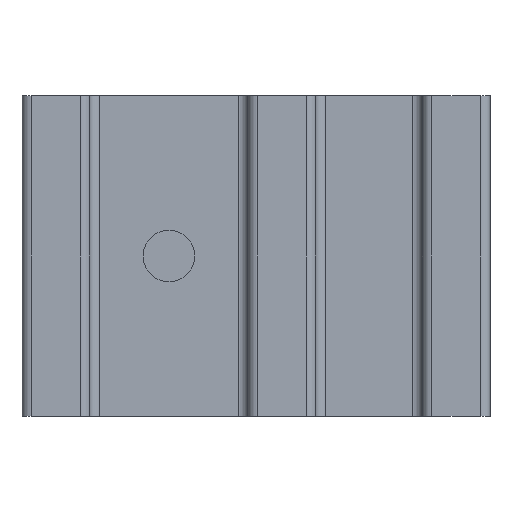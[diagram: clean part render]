
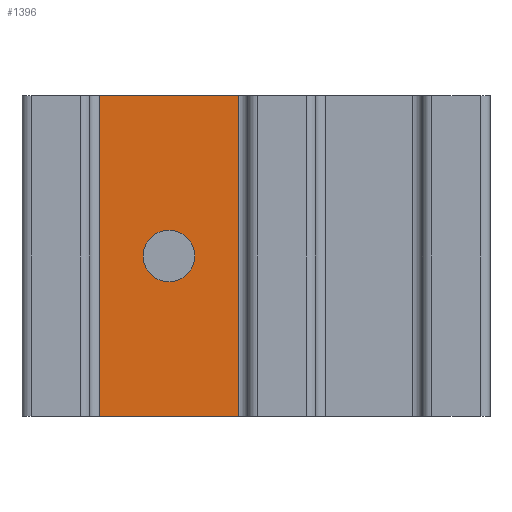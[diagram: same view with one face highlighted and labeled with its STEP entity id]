
A CAD part, front view. The second image highlights one B-rep face of the part: STEP entity #1396.
In plain terms, the highlighted planar face has unit normal (0, -1, 0).
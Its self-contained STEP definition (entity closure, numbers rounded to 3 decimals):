
#285 = VERTEX_POINT('',#286);
#286 = CARTESIAN_POINT('',(-17.55,5.2,0.));
#293 = EDGE_CURVE('',#294,#285,#296,.T.);
#294 = VERTEX_POINT('',#295);
#295 = CARTESIAN_POINT('',(-24.95,5.2,0.));
#296 = LINE('',#297,#298);
#297 = CARTESIAN_POINT('',(-24.95,5.2,0.));
#298 = VECTOR('',#299,1.);
#299 = DIRECTION('',(1.,0.,0.));
#745 = VERTEX_POINT('',#746);
#746 = CARTESIAN_POINT('',(-17.55,5.2,17.));
#753 = EDGE_CURVE('',#754,#745,#756,.T.);
#754 = VERTEX_POINT('',#755);
#755 = CARTESIAN_POINT('',(-24.95,5.2,17.));
#756 = LINE('',#757,#758);
#757 = CARTESIAN_POINT('',(-24.95,5.2,17.));
#758 = VECTOR('',#759,1.);
#759 = DIRECTION('',(1.,0.,0.));
#1383 = EDGE_CURVE('',#294,#754,#1384,.T.);
#1384 = LINE('',#1385,#1386);
#1385 = CARTESIAN_POINT('',(-24.95,5.2,0.));
#1386 = VECTOR('',#1387,1.);
#1387 = DIRECTION('',(0.,0.,1.));
#1396 = ADVANCED_FACE('',(#1397,#1408),#1419,.F.);
#1397 = FACE_BOUND('',#1398,.F.);
#1398 = EDGE_LOOP('',(#1399,#1400,#1401,#1407));
#1399 = ORIENTED_EDGE('',*,*,#1383,.T.);
#1400 = ORIENTED_EDGE('',*,*,#753,.T.);
#1401 = ORIENTED_EDGE('',*,*,#1402,.F.);
#1402 = EDGE_CURVE('',#285,#745,#1403,.T.);
#1403 = LINE('',#1404,#1405);
#1404 = CARTESIAN_POINT('',(-17.55,5.2,0.));
#1405 = VECTOR('',#1406,1.);
#1406 = DIRECTION('',(0.,0.,1.));
#1407 = ORIENTED_EDGE('',*,*,#293,.F.);
#1408 = FACE_BOUND('',#1409,.F.);
#1409 = EDGE_LOOP('',(#1410));
#1410 = ORIENTED_EDGE('',*,*,#1411,.T.);
#1411 = EDGE_CURVE('',#1412,#1412,#1414,.T.);
#1412 = VERTEX_POINT('',#1413);
#1413 = CARTESIAN_POINT('',(-19.875,5.2,8.5));
#1414 = CIRCLE('',#1415,1.375);
#1415 = AXIS2_PLACEMENT_3D('',#1416,#1417,#1418);
#1416 = CARTESIAN_POINT('',(-21.25,5.2,8.5));
#1417 = DIRECTION('',(0.,-1.,0.));
#1418 = DIRECTION('',(1.,0.,0.));
#1419 = PLANE('',#1420);
#1420 = AXIS2_PLACEMENT_3D('',#1421,#1422,#1423);
#1421 = CARTESIAN_POINT('',(-24.95,5.2,0.));
#1422 = DIRECTION('',(0.,1.,0.));
#1423 = DIRECTION('',(1.,0.,0.));
